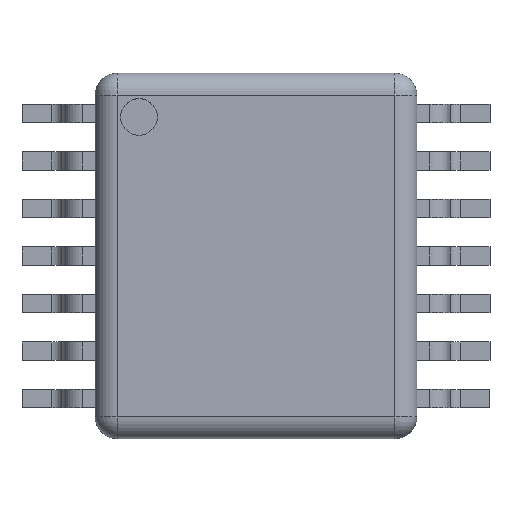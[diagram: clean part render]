
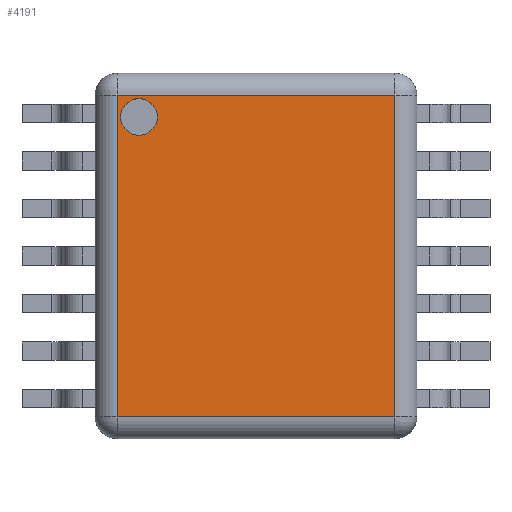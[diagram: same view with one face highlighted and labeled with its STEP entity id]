
A CAD part, top view. The second image highlights one B-rep face of the part: STEP entity #4191.
In plain terms, the highlighted planar face has unit normal (0, 0, 1).
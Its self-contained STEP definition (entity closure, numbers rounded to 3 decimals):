
#365 = ORIENTED_EDGE ( 'NONE', *, *, #3625, .T. ) ;
#441 = CARTESIAN_POINT ( 'NONE',  ( -1.6, 1.9, 1.2 ) ) ;
#535 = VECTOR ( 'NONE', #3275, 1000. ) ;
#655 = ORIENTED_EDGE ( 'NONE', *, *, #9644, .T. ) ;
#713 = PLANE ( 'NONE',  #2375 ) ;
#822 = VECTOR ( 'NONE', #4472, 1000. ) ;
#965 = CARTESIAN_POINT ( 'NONE',  ( 2.2, -2.2, 1.2 ) ) ;
#1036 = DIRECTION ( 'NONE',  ( 1., 0., 0. ) ) ;
#1226 = CARTESIAN_POINT ( 'NONE',  ( -1.9, 2.2, 1.2 ) ) ;
#1523 = EDGE_LOOP ( 'NONE', ( #6254, #9808, #655, #365 ) ) ;
#1537 = VERTEX_POINT ( 'NONE', #1226 ) ;
#1742 = FACE_BOUND ( 'NONE', #7428, .T. ) ;
#1818 = CARTESIAN_POINT ( 'NONE',  ( -2.2, 2.2, 1.2 ) ) ;
#2297 = EDGE_CURVE ( 'NONE', #2963, #5342, #6607, .T. ) ;
#2375 = AXIS2_PLACEMENT_3D ( 'NONE', #9136, #5367, #6940 ) ;
#2509 = DIRECTION ( 'NONE',  ( 0., 1., 0. ) ) ;
#2545 = CARTESIAN_POINT ( 'NONE',  ( 1.9, 2.5, 1.2 ) ) ;
#2715 = VERTEX_POINT ( 'NONE', #5203 ) ;
#2883 = CARTESIAN_POINT ( 'NONE',  ( -1.9, -2.5, 1.2 ) ) ;
#2939 = EDGE_CURVE ( 'NONE', #5342, #1537, #3159, .T. ) ;
#2963 = VERTEX_POINT ( 'NONE', #8995 ) ;
#3070 = CIRCLE ( 'NONE', #9773, 0.25 ) ;
#3159 = LINE ( 'NONE', #1818, #535 ) ;
#3275 = DIRECTION ( 'NONE',  ( -1., 0., 0. ) ) ;
#3625 = EDGE_CURVE ( 'NONE', #4043, #2963, #7919, .T. ) ;
#3989 = DIRECTION ( 'NONE',  ( 0., 0., 1. ) ) ;
#4043 = VERTEX_POINT ( 'NONE', #5952 ) ;
#4191 = ADVANCED_FACE ( 'NONE', ( #1742, #6442 ), #713, .T. ) ;
#4279 = AXIS2_PLACEMENT_3D ( 'NONE', #441, #6603, #6566 ) ;
#4335 = ORIENTED_EDGE ( 'NONE', *, *, #7993, .F. ) ;
#4472 = DIRECTION ( 'NONE',  ( 0., -1., 0. ) ) ;
#4545 = VECTOR ( 'NONE', #2509, 1000. ) ;
#4695 = DIRECTION ( 'NONE',  ( 1., 0., 0. ) ) ;
#5203 = CARTESIAN_POINT ( 'NONE',  ( -1.35, 1.9, 1.2 ) ) ;
#5207 = CIRCLE ( 'NONE', #4279, 0.25 ) ;
#5342 = VERTEX_POINT ( 'NONE', #7570 ) ;
#5367 = DIRECTION ( 'NONE',  ( 0., 0., 1. ) ) ;
#5384 = VECTOR ( 'NONE', #4695, 1000. ) ;
#5658 = CARTESIAN_POINT ( 'NONE',  ( -1.6, 1.9, 1.2 ) ) ;
#5952 = CARTESIAN_POINT ( 'NONE',  ( -1.9, -2.2, 1.2 ) ) ;
#6121 = ORIENTED_EDGE ( 'NONE', *, *, #6857, .F. ) ;
#6193 = VERTEX_POINT ( 'NONE', #7749 ) ;
#6254 = ORIENTED_EDGE ( 'NONE', *, *, #2297, .T. ) ;
#6442 = FACE_OUTER_BOUND ( 'NONE', #1523, .T. ) ;
#6566 = DIRECTION ( 'NONE',  ( 1., 0., 0. ) ) ;
#6603 = DIRECTION ( 'NONE',  ( 0., 0., 1. ) ) ;
#6607 = LINE ( 'NONE', #2545, #4545 ) ;
#6857 = EDGE_CURVE ( 'NONE', #6193, #2715, #3070, .T. ) ;
#6940 = DIRECTION ( 'NONE',  ( 1., 0., 0. ) ) ;
#7428 = EDGE_LOOP ( 'NONE', ( #4335, #6121 ) ) ;
#7570 = CARTESIAN_POINT ( 'NONE',  ( 1.9, 2.2, 1.2 ) ) ;
#7749 = CARTESIAN_POINT ( 'NONE',  ( -1.85, 1.9, 1.2 ) ) ;
#7919 = LINE ( 'NONE', #965, #5384 ) ;
#7993 = EDGE_CURVE ( 'NONE', #2715, #6193, #5207, .T. ) ;
#8761 = LINE ( 'NONE', #2883, #822 ) ;
#8995 = CARTESIAN_POINT ( 'NONE',  ( 1.9, -2.2, 1.2 ) ) ;
#9136 = CARTESIAN_POINT ( 'NONE',  ( 0., 0., 1.2 ) ) ;
#9644 = EDGE_CURVE ( 'NONE', #1537, #4043, #8761, .T. ) ;
#9773 = AXIS2_PLACEMENT_3D ( 'NONE', #5658, #3989, #1036 ) ;
#9808 = ORIENTED_EDGE ( 'NONE', *, *, #2939, .T. ) ;
